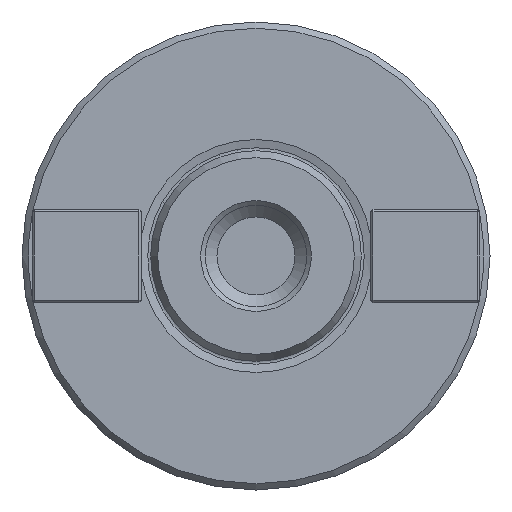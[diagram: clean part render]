
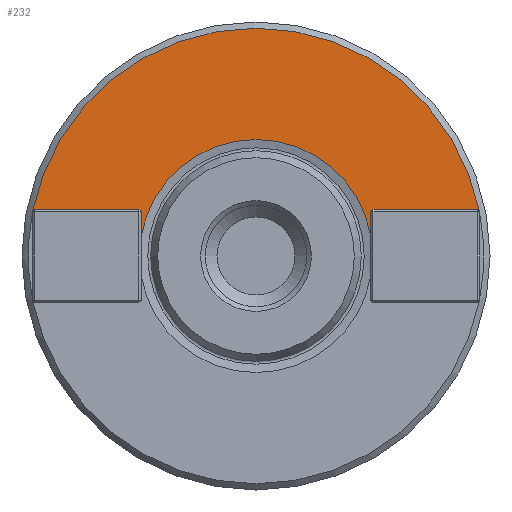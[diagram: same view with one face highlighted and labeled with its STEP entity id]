
A CAD part, left-side view. The second image highlights one B-rep face of the part: STEP entity #232.
In plain terms, the highlighted planar face has unit normal (-1, 0, 0).
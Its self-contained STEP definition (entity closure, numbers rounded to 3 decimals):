
#232=ADVANCED_FACE('',(#414),#352,.F.);
#352=PLANE('',#1953);
#414=FACE_OUTER_BOUND('',#505,.T.);
#505=EDGE_LOOP('',(#902,#903,#904,#905,#906,#907,#908,#909,#910,#911));
#653=LINE('',#2663,#777);
#654=LINE('',#2666,#778);
#655=LINE('',#2670,#779);
#656=LINE('',#2672,#780);
#657=LINE('',#2674,#781);
#658=LINE('',#2676,#782);
#659=LINE('',#2680,#783);
#660=LINE('',#2682,#784);
#777=VECTOR('',#2151,1.);
#778=VECTOR('',#2152,1.);
#779=VECTOR('',#2155,1.);
#780=VECTOR('',#2156,1.);
#781=VECTOR('',#2157,1.);
#782=VECTOR('',#2158,1.);
#783=VECTOR('',#2161,1.);
#784=VECTOR('',#2162,1.);
#902=ORIENTED_EDGE('',*,*,#1608,.T.);
#903=ORIENTED_EDGE('',*,*,#1609,.T.);
#904=ORIENTED_EDGE('',*,*,#1610,.T.);
#905=ORIENTED_EDGE('',*,*,#1611,.T.);
#906=ORIENTED_EDGE('',*,*,#1612,.T.);
#907=ORIENTED_EDGE('',*,*,#1613,.T.);
#908=ORIENTED_EDGE('',*,*,#1614,.T.);
#909=ORIENTED_EDGE('',*,*,#1615,.F.);
#910=ORIENTED_EDGE('',*,*,#1616,.T.);
#911=ORIENTED_EDGE('',*,*,#1617,.T.);
#1432=VERTEX_POINT('',#2664);
#1433=VERTEX_POINT('',#2665);
#1434=VERTEX_POINT('',#2667);
#1435=VERTEX_POINT('',#2669);
#1436=VERTEX_POINT('',#2671);
#1437=VERTEX_POINT('',#2673);
#1438=VERTEX_POINT('',#2675);
#1439=VERTEX_POINT('',#2677);
#1440=VERTEX_POINT('',#2679);
#1441=VERTEX_POINT('',#2681);
#1608=EDGE_CURVE('',#1432,#1433,#653,.T.);
#1609=EDGE_CURVE('',#1433,#1434,#654,.T.);
#1610=EDGE_CURVE('',#1434,#1435,#1872,.T.);
#1611=EDGE_CURVE('',#1435,#1436,#655,.T.);
#1612=EDGE_CURVE('',#1436,#1437,#656,.T.);
#1613=EDGE_CURVE('',#1437,#1438,#657,.T.);
#1614=EDGE_CURVE('',#1438,#1439,#658,.T.);
#1615=EDGE_CURVE('',#1440,#1439,#1873,.T.);
#1616=EDGE_CURVE('',#1440,#1441,#659,.T.);
#1617=EDGE_CURVE('',#1441,#1432,#660,.T.);
#1872=CIRCLE('',#1951,29.2);
#1873=CIRCLE('',#1952,14.935);
#1951=AXIS2_PLACEMENT_3D('',#2668,#2153,#2154);
#1952=AXIS2_PLACEMENT_3D('',#2678,#2159,#2160);
#1953=AXIS2_PLACEMENT_3D('',#2683,#2163,#2164);
#2151=DIRECTION('',(0.,-1.,0.));
#2152=DIRECTION('',(0.,-0.707,-0.707));
#2153=DIRECTION('',(-1.,0.,0.));
#2154=DIRECTION('',(0.,0.,-1.));
#2155=DIRECTION('',(0.,-0.707,0.707));
#2156=DIRECTION('',(0.,-1.,0.));
#2157=DIRECTION('',(0.,-0.707,-0.707));
#2158=DIRECTION('',(0.,0.,-1.));
#2159=DIRECTION('',(-1.,0.,0.));
#2160=DIRECTION('',(0.,0.,-1.));
#2161=DIRECTION('',(0.,0.,1.));
#2162=DIRECTION('',(0.,-0.707,0.707));
#2163=DIRECTION('',(1.,0.,0.));
#2164=DIRECTION('',(0.,0.,-1.));
#2663=CARTESIAN_POINT('',(21.5,14.935,6.));
#2664=CARTESIAN_POINT('',(21.5,-15.,6.));
#2665=CARTESIAN_POINT('',(21.5,-28.4,6.));
#2666=CARTESIAN_POINT('',(21.5,-9.732,24.668));
#2667=CARTESIAN_POINT('',(21.5,-28.623,5.777));
#2668=CARTESIAN_POINT('',(21.5,0.,0.));
#2669=CARTESIAN_POINT('',(21.5,28.623,5.777));
#2670=CARTESIAN_POINT('',(21.5,24.668,9.732));
#2671=CARTESIAN_POINT('',(21.5,28.4,6.));
#2672=CARTESIAN_POINT('',(21.5,14.935,6.));
#2673=CARTESIAN_POINT('',(21.5,15.,6.));
#2674=CARTESIAN_POINT('',(21.5,11.968,2.968));
#2675=CARTESIAN_POINT('',(21.5,14.7,5.7));
#2676=CARTESIAN_POINT('',(21.5,14.7,0.));
#2677=CARTESIAN_POINT('',(21.5,14.7,2.641));
#2678=CARTESIAN_POINT('',(21.5,0.,0.));
#2679=CARTESIAN_POINT('',(21.5,-14.7,2.641));
#2680=CARTESIAN_POINT('',(21.5,-14.7,0.));
#2681=CARTESIAN_POINT('',(21.5,-14.7,5.7));
#2682=CARTESIAN_POINT('',(21.5,2.968,-11.968));
#2683=CARTESIAN_POINT('',(21.5,14.935,0.));
